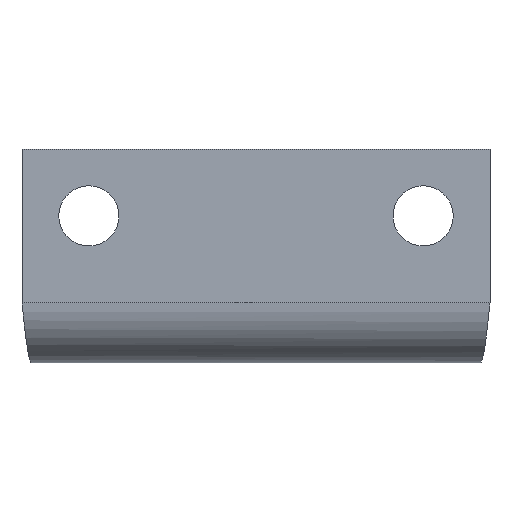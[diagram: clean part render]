
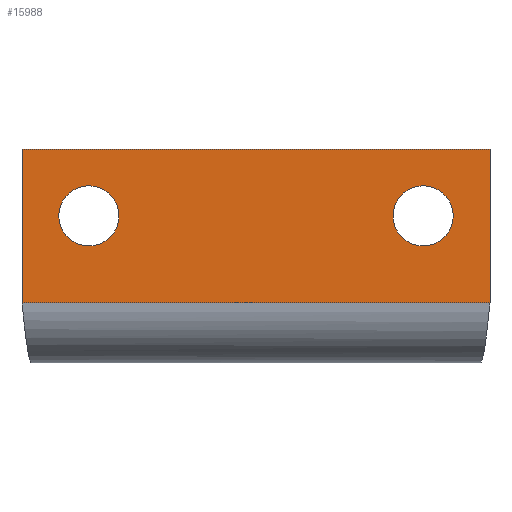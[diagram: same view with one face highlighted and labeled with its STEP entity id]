
A CAD part, front view. The second image highlights one B-rep face of the part: STEP entity #15988.
In plain terms, the highlighted planar face has unit normal (0, -1, 0).
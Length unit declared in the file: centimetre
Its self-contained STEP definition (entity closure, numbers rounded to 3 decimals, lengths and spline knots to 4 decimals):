
#21=CIRCLE($,#16191,0.225);
#22=CIRCLE($,#16193,0.225);
#59=FACE_BOUND($,#2072,.T.);
#60=FACE_BOUND($,#2073,.T.);
#257=PLANE($,#16202);
#1147=FACE_OUTER_BOUND($,#2071,.T.);
#2071=EDGE_LOOP($,(#14378,#14379,#14380,#14381));
#2072=EDGE_LOOP($,(#14382));
#2073=EDGE_LOOP($,(#14383));
#3087=LINE($,#33885,#4110);
#3089=LINE($,#33902,#4112);
#3095=LINE($,#33976,#4118);
#3097=LINE($,#33979,#4120);
#4110=VECTOR($,#17618,3.5);
#4112=VECTOR($,#17624,1.15);
#4118=VECTOR($,#17632,1.15);
#4120=VECTOR($,#17636,3.5);
#7050=VERTEX_POINT($,#33872);
#7051=VERTEX_POINT($,#33875);
#7054=VERTEX_POINT($,#33883);
#7055=VERTEX_POINT($,#33884);
#7058=VERTEX_POINT($,#33901);
#7061=VERTEX_POINT($,#33975);
#9456=EDGE_CURVE($,#7050,#7050,#21,.T.);
#9457=EDGE_CURVE($,#7051,#7051,#22,.T.);
#9460=EDGE_CURVE($,#7054,#7055,#3087,.T.);
#9464=EDGE_CURVE($,#7058,#7055,#3089,.T.);
#9472=EDGE_CURVE($,#7054,#7061,#3095,.T.);
#9474=EDGE_CURVE($,#7061,#7058,#3097,.T.);
#14378=ORIENTED_EDGE($,*,*,#9460,.T.);
#14379=ORIENTED_EDGE($,*,*,#9464,.F.);
#14380=ORIENTED_EDGE($,*,*,#9474,.F.);
#14381=ORIENTED_EDGE($,*,*,#9472,.F.);
#14382=ORIENTED_EDGE($,*,*,#9456,.T.);
#14383=ORIENTED_EDGE($,*,*,#9457,.T.);
#15988=ADVANCED_FACE($,(#1147,#59,#60),#257,.F.);
#16191=AXIS2_PLACEMENT_3D($,#33873,#17604,#17605);
#16193=AXIS2_PLACEMENT_3D($,#33876,#17608,#17609);
#16202=AXIS2_PLACEMENT_3D($,#33980,#17637,#17638);
#17604=DIRECTION('center_axis',(0.,1.,0.));
#17605=DIRECTION('ref_axis',(1.,0.,0.));
#17608=DIRECTION('center_axis',(0.,1.,0.));
#17609=DIRECTION('ref_axis',(1.,0.,0.));
#17618=DIRECTION($,(1.,0.,0.));
#17624=DIRECTION($,(0.,0.,-1.));
#17632=DIRECTION($,(0.,0.,1.));
#17636=DIRECTION($,(1.,0.,0.));
#17637=DIRECTION('center_axis',(0.,1.,0.));
#17638=DIRECTION('ref_axis',(1.,0.,0.));
#33872=CARTESIAN_POINT('',(1.025,-1.6,1.1));
#33873=CARTESIAN_POINT('Origin',(1.25,-1.6,1.1));
#33875=CARTESIAN_POINT('',(-1.475,-1.6,1.1));
#33876=CARTESIAN_POINT('Origin',(-1.25,-1.6,1.1));
#33883=CARTESIAN_POINT('',(-1.75,-1.6,0.45));
#33884=CARTESIAN_POINT('',(1.75,-1.6,0.45));
#33885=CARTESIAN_POINT($,(-1.75,-1.6,0.45));
#33901=CARTESIAN_POINT('',(1.75,-1.6,1.6));
#33902=CARTESIAN_POINT($,(1.75,-1.6,1.6));
#33975=CARTESIAN_POINT('',(-1.75,-1.6,1.6));
#33976=CARTESIAN_POINT($,(-1.75,-1.6,0.45));
#33979=CARTESIAN_POINT($,(-1.75,-1.6,1.6));
#33980=CARTESIAN_POINT('Origin',(0.,-1.6,0.8145));
